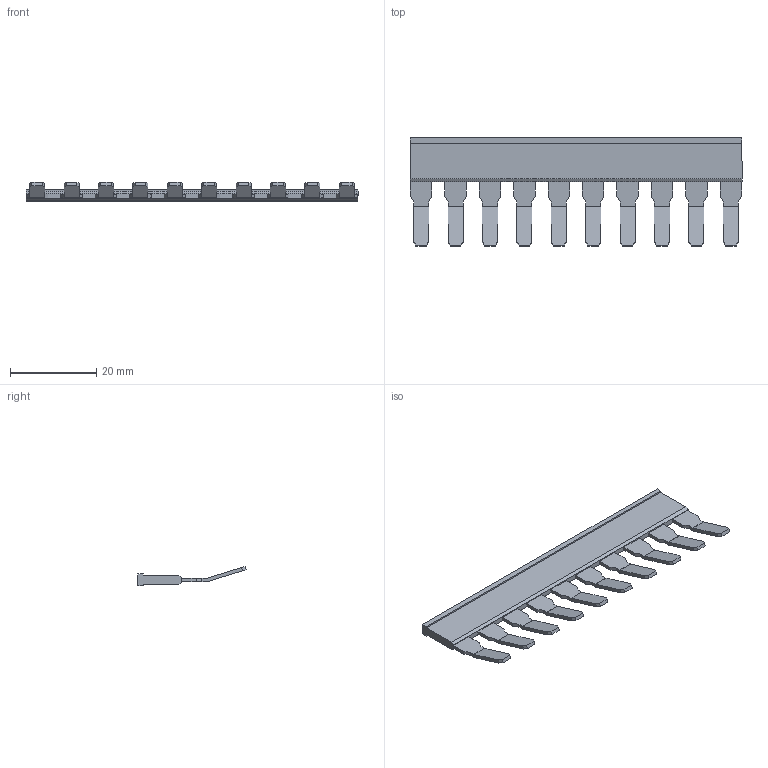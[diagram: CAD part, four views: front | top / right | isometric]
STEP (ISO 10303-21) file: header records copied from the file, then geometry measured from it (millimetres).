
FILE_DESCRIPTION (( 'STEP AP214' ), '1' );
FILE_NAME ('TKO1 6_10.STP', '2013-11-14T12:31:24', ( 'arge' ), ( 'Microsoft' ), 'SwSTEP 2.0', 'SolidWorks 2013', '' );
FILE_SCHEMA (( 'AUTOMOTIVE_DESIGN' ));
Length unit declared in the file: millimetre
Products named in the file (1): TKO1 6_10
Bounding box: 77.2 x 25.14 x 4.46 mm (x, y, z)
Volume: 2083.6 mm3; surface area: 3392.8 mm2
Topology: 1 solids, 1 shells, 162 faces, 450 edges, 300 vertices
Faces by surface type: plane 142, cylinder 20
Entity records: 6930 total; most frequent: CARTESIAN_POINT 913, ORIENTED_EDGE 900, DIRECTION 816, EDGE_CURVE 450, LINE 410, VECTOR 410, VERTEX_POINT 300, AXIS2_PLACEMENT_3D 203
